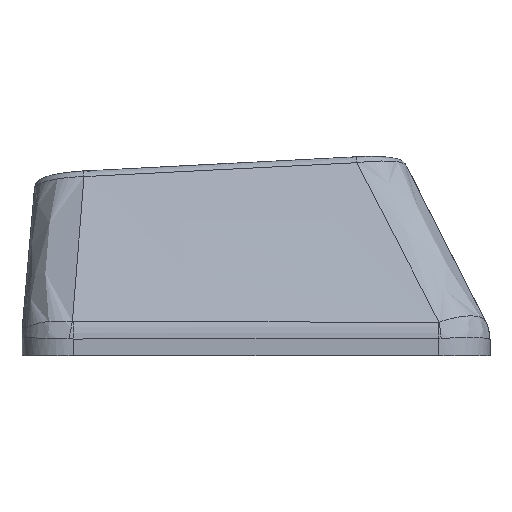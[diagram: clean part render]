
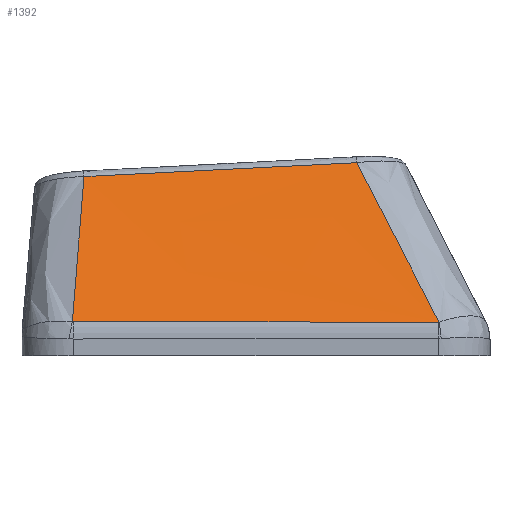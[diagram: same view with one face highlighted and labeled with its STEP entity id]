
A CAD part, left-side view. The second image highlights one B-rep face of the part: STEP entity #1392.
In plain terms, the highlighted free-form (B-spline) face has degree [3, 3] with [4, 4] control points.
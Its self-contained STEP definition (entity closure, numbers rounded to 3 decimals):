
#114=B_SPLINE_SURFACE_WITH_KNOTS('',3,3,((#2940,#2941,#2942,#2943),(#2944,
#2945,#2946,#2947),(#2948,#2949,#2950,#2951),(#2952,#2953,#2954,#2955)),
 .UNSPECIFIED.,.F.,.F.,.F.,(4,4),(4,4),(0.107,0.899),
(0.04,0.956),.UNSPECIFIED.);
#159=FACE_OUTER_BOUND('',#235,.T.);
#235=EDGE_LOOP('',(#1081,#1082,#1083,#1084,#1085,#1086));
#441=B_SPLINE_CURVE_WITH_KNOTS('',3,(#2313,#2314,#2315,#2316),
 .UNSPECIFIED.,.F.,.F.,(4,4),(0.,0.003),
 .UNSPECIFIED.);
#442=B_SPLINE_CURVE_WITH_KNOTS('',3,(#2334,#2335,#2336,#2337),
 .UNSPECIFIED.,.F.,.F.,(4,4),(-1.416,0.),.UNSPECIFIED.);
#445=B_SPLINE_CURVE_WITH_KNOTS('',3,(#2367,#2368,#2369,#2370),
 .UNSPECIFIED.,.F.,.F.,(4,4),(0.,0.004),.UNSPECIFIED.);
#456=B_SPLINE_CURVE_WITH_KNOTS('',3,(#2598,#2599,#2600,#2601),
 .UNSPECIFIED.,.F.,.F.,(4,4),(0.033,0.785),
 .UNSPECIFIED.);
#470=B_SPLINE_CURVE_WITH_KNOTS('',3,(#2870,#2871,#2872,#2873),
 .UNSPECIFIED.,.F.,.F.,(4,4),(0.,1.059),.UNSPECIFIED.);
#475=B_SPLINE_CURVE_WITH_KNOTS('',3,(#2956,#2957,#2958,#2959),
 .UNSPECIFIED.,.F.,.F.,(4,4),(-0.661,-0.029),
 .UNSPECIFIED.);
#586=VERTEX_POINT('',#2275);
#588=VERTEX_POINT('',#2306);
#590=VERTEX_POINT('',#2333);
#592=VERTEX_POINT('',#2360);
#608=VERTEX_POINT('',#2591);
#620=VERTEX_POINT('',#2868);
#750=EDGE_CURVE('',#586,#588,#441,.T.);
#751=EDGE_CURVE('',#588,#590,#442,.T.);
#756=EDGE_CURVE('',#590,#592,#445,.T.);
#782=EDGE_CURVE('',#608,#586,#456,.T.);
#803=EDGE_CURVE('',#620,#608,#470,.T.);
#809=EDGE_CURVE('',#592,#620,#475,.T.);
#1081=ORIENTED_EDGE('',*,*,#750,.F.);
#1082=ORIENTED_EDGE('',*,*,#782,.F.);
#1083=ORIENTED_EDGE('',*,*,#803,.F.);
#1084=ORIENTED_EDGE('',*,*,#809,.F.);
#1085=ORIENTED_EDGE('',*,*,#756,.F.);
#1086=ORIENTED_EDGE('',*,*,#751,.F.);
#1392=ADVANCED_FACE('',(#159),#114,.F.);
#2275=CARTESIAN_POINT('',(-13.706,-7.107,0.299));
#2306=CARTESIAN_POINT('',(-13.706,-7.079,0.298));
#2313=CARTESIAN_POINT('Ctrl Pts',(-13.706,-7.107,0.299));
#2314=CARTESIAN_POINT('Ctrl Pts',(-13.706,-7.098,0.298));
#2315=CARTESIAN_POINT('Ctrl Pts',(-13.706,-7.088,0.298));
#2316=CARTESIAN_POINT('Ctrl Pts',(-13.706,-7.079,0.298));
#2333=CARTESIAN_POINT('',(-13.683,7.082,0.318));
#2334=CARTESIAN_POINT('Ctrl Pts',(-13.706,-7.079,0.298));
#2335=CARTESIAN_POINT('Ctrl Pts',(-13.699,-2.359,0.304));
#2336=CARTESIAN_POINT('Ctrl Pts',(-13.692,2.361,0.311));
#2337=CARTESIAN_POINT('Ctrl Pts',(-13.683,7.082,0.318));
#2360=CARTESIAN_POINT('',(-13.681,7.125,0.322));
#2367=CARTESIAN_POINT('Ctrl Pts',(-13.683,7.082,0.318));
#2368=CARTESIAN_POINT('Ctrl Pts',(-13.683,7.096,0.318));
#2369=CARTESIAN_POINT('Ctrl Pts',(-13.683,7.111,0.319));
#2370=CARTESIAN_POINT('Ctrl Pts',(-13.681,7.125,0.322));
#2591=CARTESIAN_POINT('',(-10.856,-3.904,6.486));
#2598=CARTESIAN_POINT('Ctrl Pts',(-10.856,-3.904,6.486));
#2599=CARTESIAN_POINT('Ctrl Pts',(-11.809,-4.974,4.426));
#2600=CARTESIAN_POINT('Ctrl Pts',(-12.758,-6.041,2.363));
#2601=CARTESIAN_POINT('Ctrl Pts',(-13.706,-7.107,0.299));
#2868=CARTESIAN_POINT('',(-10.862,6.675,5.948));
#2870=CARTESIAN_POINT('Ctrl Pts',(-10.862,6.675,5.948));
#2871=CARTESIAN_POINT('Ctrl Pts',(-10.86,3.149,6.127));
#2872=CARTESIAN_POINT('Ctrl Pts',(-10.858,-0.378,
6.306));
#2873=CARTESIAN_POINT('Ctrl Pts',(-10.856,-3.904,6.486));
#2940=CARTESIAN_POINT('Ctrl Pts',(-10.856,7.033,5.942));
#2941=CARTESIAN_POINT('Ctrl Pts',(-11.806,7.064,4.052));
#2942=CARTESIAN_POINT('Ctrl Pts',(-12.756,7.095,2.162));
#2943=CARTESIAN_POINT('Ctrl Pts',(-13.706,7.126,0.272));
#2944=CARTESIAN_POINT('Ctrl Pts',(-10.856,3.262,6.13));
#2945=CARTESIAN_POINT('Ctrl Pts',(-11.806,2.969,4.18));
#2946=CARTESIAN_POINT('Ctrl Pts',(-12.756,2.675,2.23));
#2947=CARTESIAN_POINT('Ctrl Pts',(-13.706,2.382,0.28));
#2948=CARTESIAN_POINT('Ctrl Pts',(-10.856,-0.508,
6.317));
#2949=CARTESIAN_POINT('Ctrl Pts',(-11.806,-1.127,4.308));
#2950=CARTESIAN_POINT('Ctrl Pts',(-12.756,-1.745,2.298));
#2951=CARTESIAN_POINT('Ctrl Pts',(-13.706,-2.363,0.289));
#2952=CARTESIAN_POINT('Ctrl Pts',(-10.856,-4.279,6.505));
#2953=CARTESIAN_POINT('Ctrl Pts',(-11.806,-5.222,4.436));
#2954=CARTESIAN_POINT('Ctrl Pts',(-12.756,-6.164,2.367));
#2955=CARTESIAN_POINT('Ctrl Pts',(-13.706,-7.107,0.298));
#2956=CARTESIAN_POINT('Ctrl Pts',(-13.681,7.125,0.322));
#2957=CARTESIAN_POINT('Ctrl Pts',(-12.739,6.973,2.196));
#2958=CARTESIAN_POINT('Ctrl Pts',(-11.799,6.822,4.072));
#2959=CARTESIAN_POINT('Ctrl Pts',(-10.862,6.675,5.948));
